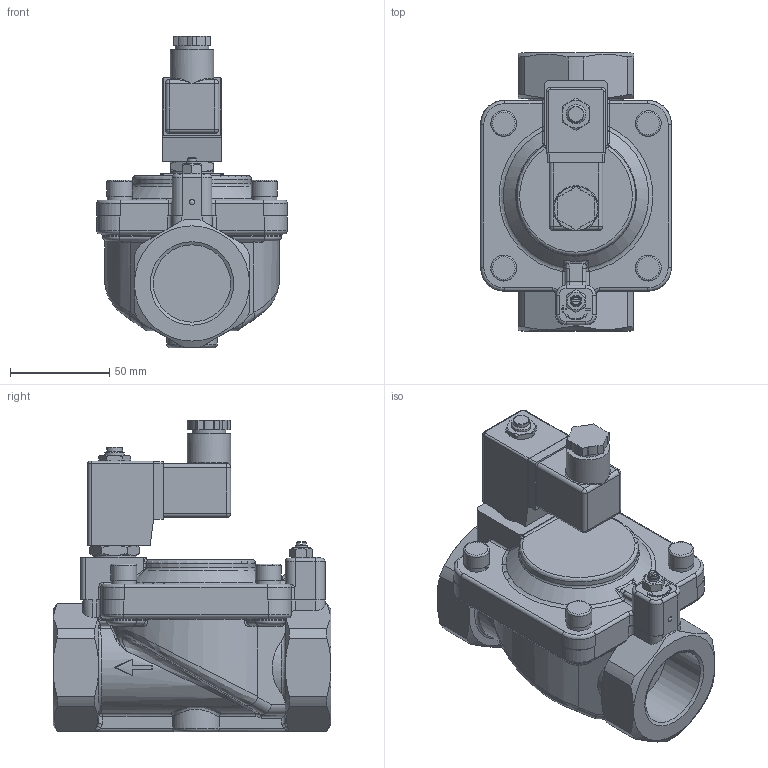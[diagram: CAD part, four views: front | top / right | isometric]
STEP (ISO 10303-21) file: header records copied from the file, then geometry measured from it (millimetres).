
FILE_DESCRIPTION(/* description */ ('3D-Modell'),/* implementation_level */ '2;1');
FILE_NAME(/* name */ '040.001116_D4026-1001-.032.stp',/* time_stamp */ '2019-08-26T11:15:14+02:00',/* author */ ('EFast'),/* organization */ (''),/* preprocessor_version */ 'ST-DEVELOPER v16.1',/* originating_system */ 'Autodesk Inventor 2016',/* authorisation */ '');
FILE_SCHEMA (('AUTOMOTIVE_DESIGN { 1 0 10303 214 3 1 1 }'));
Length unit declared in the file: millimetre
Products named in the file (1): 87-007811
Bounding box: 96 x 140 x 157.15 mm (x, y, z)
Volume: 657817.5 mm3; surface area: 75130.5 mm2
Topology: 1 solids, 1 shells, 600 faces, 1517 edges, 924 vertices
Faces by surface type: plane 214, cylinder 184, bspline 81, torus 60, cone 50, sphere 11
Full cylindrical faces by diameter (mm): 4.917 x2, 5 x1, 6 x1, 8 x5, 9.73 x1, 13 x4, 17 x1, 22 x2, 38.952 x2
Entity records: 23401 total; most frequent: CARTESIAN_POINT 9937, ORIENTED_EDGE 2900, DIRECTION 2652, EDGE_CURVE 1450, AXIS2_PLACEMENT_3D 1023, VERTEX_POINT 914, EDGE_LOOP 670, LINE 606
